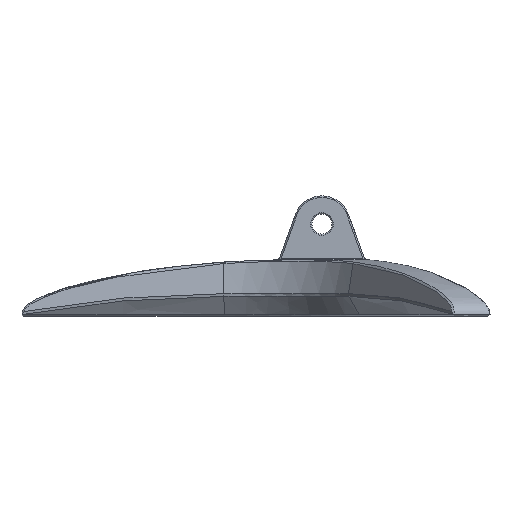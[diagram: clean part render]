
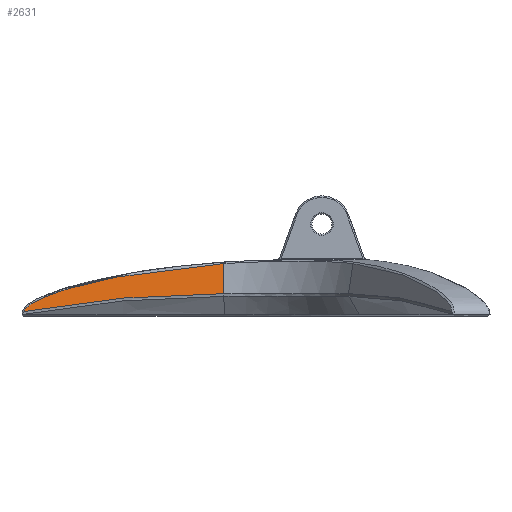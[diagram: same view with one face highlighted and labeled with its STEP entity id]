
A CAD part, left-side view. The second image highlights one B-rep face of the part: STEP entity #2631.
In plain terms, the highlighted planar face has unit normal (-0.984, 0.037, 0.174).
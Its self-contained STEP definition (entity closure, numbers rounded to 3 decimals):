
#148=PLANE('',#2767);
#313=FACE_OUTER_BOUND('',#485,.T.);
#485=EDGE_LOOP('',(#2385,#2386,#2387));
#625=LINE('',#6181,#783);
#783=VECTOR('',#3120,10.);
#974=B_SPLINE_CURVE_WITH_KNOTS('',3,(#6035,#6036,#6037,#6038,#6039,#6040,
#6041,#6042,#6043,#6044,#6045,#6046,#6047,#6048,#6049,#6050,#6051,#6052,
#6053),.UNSPECIFIED.,.F.,.F.,(4,2,2,1,1,1,1,1,1,1,1,1,1,1,4),(0.139,
0.145,0.233,0.307,0.38,
0.528,0.565,0.602,0.676,
0.824,0.971,1.119,1.267,1.415,
1.71),.UNSPECIFIED.);
#975=B_SPLINE_CURVE_WITH_KNOTS('',3,(#6075,#6076,#6077,#6078,#6079),
 .UNSPECIFIED.,.F.,.F.,(4,1,4),(-5.421,-3.109,-0.084),
 .UNSPECIFIED.);
#1203=VERTEX_POINT('',#5893);
#1206=VERTEX_POINT('',#6029);
#1207=VERTEX_POINT('',#6034);
#1565=EDGE_CURVE('',#1206,#1207,#974,.T.);
#1567=EDGE_CURVE('',#1203,#1206,#975,.T.);
#1575=EDGE_CURVE('',#1203,#1207,#625,.T.);
#2385=ORIENTED_EDGE('',*,*,#1567,.F.);
#2386=ORIENTED_EDGE('',*,*,#1575,.T.);
#2387=ORIENTED_EDGE('',*,*,#1565,.F.);
#2631=ADVANCED_FACE('',(#313),#148,.F.);
#2767=AXIS2_PLACEMENT_3D('',#6677,#3169,#3170);
#3120=DIRECTION('',(0.174,-0.006,0.985));
#3169=DIRECTION('center_axis',(0.984,-0.037,-0.174));
#3170=DIRECTION('ref_axis',(0.037,0.999,0.));
#5893=CARTESIAN_POINT('',(-6.947,26.171,5.976));
#6029=CARTESIAN_POINT('',(-5.808,79.242,1.249));
#6034=CARTESIAN_POINT('',(-5.537,26.119,13.976));
#6035=CARTESIAN_POINT('Ctrl Pts',(-5.808,79.242,1.249));
#6036=CARTESIAN_POINT('Ctrl Pts',(-5.805,79.236,1.267));
#6037=CARTESIAN_POINT('Ctrl Pts',(-5.802,79.229,1.285));
#6038=CARTESIAN_POINT('Ctrl Pts',(-5.758,79.126,1.558));
#6039=CARTESIAN_POINT('Ctrl Pts',(-5.715,78.968,1.833));
#6040=CARTESIAN_POINT('Ctrl Pts',(-5.631,78.444,2.418));
#6041=CARTESIAN_POINT('Ctrl Pts',(-5.544,77.746,3.06));
#6042=CARTESIAN_POINT('Ctrl Pts',(-5.365,74.991,4.655));
#6043=CARTESIAN_POINT('Ctrl Pts',(-5.274,72.047,5.788));
#6044=CARTESIAN_POINT('Ctrl Pts',(-5.225,69.917,6.52));
#6045=CARTESIAN_POINT('Ctrl Pts',(-5.199,68.669,6.926));
#6046=CARTESIAN_POINT('Ctrl Pts',(-5.159,66.293,7.654));
#6047=CARTESIAN_POINT('Ctrl Pts',(-5.119,62.531,8.672));
#6048=CARTESIAN_POINT('Ctrl Pts',(-5.102,57.373,9.858));
#6049=CARTESIAN_POINT('Ctrl Pts',(-5.118,51.686,10.966));
#6050=CARTESIAN_POINT('Ctrl Pts',(-5.172,45.396,11.984));
#6051=CARTESIAN_POINT('Ctrl Pts',(-5.291,36.883,13.103));
#6052=CARTESIAN_POINT('Ctrl Pts',(-5.428,30.429,13.69));
#6053=CARTESIAN_POINT('Ctrl Pts',(-5.537,26.119,13.976));
#6075=CARTESIAN_POINT('Ctrl Pts',(-6.947,26.171,5.976));
#6076=CARTESIAN_POINT('Ctrl Pts',(-6.659,33.874,5.986));
#6077=CARTESIAN_POINT('Ctrl Pts',(-6.117,51.671,5.307));
#6078=CARTESIAN_POINT('Ctrl Pts',(-5.863,69.305,3.032));
#6079=CARTESIAN_POINT('Ctrl Pts',(-5.808,79.242,1.249));
#6181=CARTESIAN_POINT('',(-8.,26.211,0.));
#6677=CARTESIAN_POINT('Origin',(-8.,26.211,0.));
